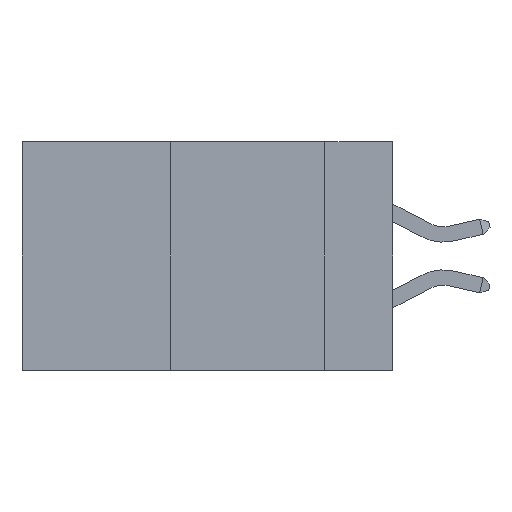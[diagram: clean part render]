
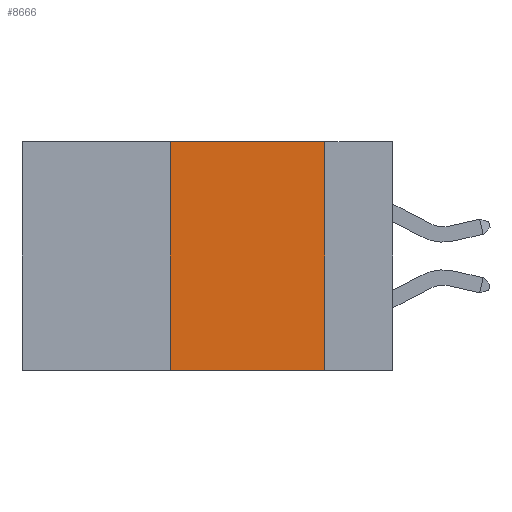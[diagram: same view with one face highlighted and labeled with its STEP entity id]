
A CAD part, left-side view. The second image highlights one B-rep face of the part: STEP entity #8666.
In plain terms, the highlighted planar face has unit normal (-1, 0, 0).
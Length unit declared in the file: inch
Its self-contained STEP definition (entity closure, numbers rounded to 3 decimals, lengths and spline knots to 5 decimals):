
#17 = VERTEX_POINT ( 'NONE', #14372 ) ;
#150 = VERTEX_POINT ( 'NONE', #14878 ) ;
#1217 = LINE ( 'NONE', #12905, #12394 ) ;
#2212 = VERTEX_POINT ( 'NONE', #11309 ) ;
#2981 = EDGE_CURVE ( 'NONE', #10329, #2212, #12464, .T. ) ;
#3597 = CARTESIAN_POINT ( 'NONE',  ( 0., 0.6, -0.37 ) ) ;
#4681 = ORIENTED_EDGE ( 'NONE', *, *, #4867, .F. ) ;
#4860 = PLANE ( 'NONE',  #12920 ) ;
#4867 = EDGE_CURVE ( 'NONE', #150, #2212, #8134, .T. ) ;
#6223 = DIRECTION ( 'NONE',  ( 1., 0., 0. ) ) ;
#6419 = DIRECTION ( 'NONE',  ( 0., 0., 1. ) ) ;
#6589 = DIRECTION ( 'NONE',  ( 0., -1., 0. ) ) ;
#6846 = DIRECTION ( 'NONE',  ( 0., 0., -1. ) ) ;
#7386 = VECTOR ( 'NONE', #6846, 39.37008 ) ;
#7593 = EDGE_CURVE ( 'NONE', #17, #150, #7869, .T. ) ;
#7869 = LINE ( 'NONE', #16728, #9878 ) ;
#8134 = LINE ( 'NONE', #13324, #7386 ) ;
#8666 = ADVANCED_FACE ( 'NONE', ( #12616 ), #4860, .F. ) ;
#8864 = CARTESIAN_POINT ( 'NONE',  ( 0., 0.6, 0. ) ) ;
#9081 = EDGE_CURVE ( 'NONE', #10329, #17, #1217, .T. ) ;
#9878 = VECTOR ( 'NONE', #6589, 39.37008 ) ;
#10329 = VERTEX_POINT ( 'NONE', #13867 ) ;
#11266 = DIRECTION ( 'NONE',  ( 0., -1., 0. ) ) ;
#11309 = CARTESIAN_POINT ( 'NONE',  ( 0., 0.11, -0.37 ) ) ;
#11415 = DIRECTION ( 'NONE',  ( 0., 0., -1. ) ) ;
#11939 = VECTOR ( 'NONE', #11266, 39.37008 ) ;
#12223 = ORIENTED_EDGE ( 'NONE', *, *, #2981, .T. ) ;
#12394 = VECTOR ( 'NONE', #6419, 39.37008 ) ;
#12464 = LINE ( 'NONE', #3597, #11939 ) ;
#12616 = FACE_OUTER_BOUND ( 'NONE', #14307, .T. ) ;
#12667 = ORIENTED_EDGE ( 'NONE', *, *, #7593, .F. ) ;
#12905 = CARTESIAN_POINT ( 'NONE',  ( 0., 0.36, 0. ) ) ;
#12920 = AXIS2_PLACEMENT_3D ( 'NONE', #8864, #6223, #11415 ) ;
#13324 = CARTESIAN_POINT ( 'NONE',  ( 0., 0.11, 0. ) ) ;
#13867 = CARTESIAN_POINT ( 'NONE',  ( 0., 0.36, -0.37 ) ) ;
#14307 = EDGE_LOOP ( 'NONE', ( #4681, #12667, #16444, #12223 ) ) ;
#14372 = CARTESIAN_POINT ( 'NONE',  ( 0., 0.36, 0. ) ) ;
#14878 = CARTESIAN_POINT ( 'NONE',  ( 0., 0.11, 0. ) ) ;
#16444 = ORIENTED_EDGE ( 'NONE', *, *, #9081, .F. ) ;
#16728 = CARTESIAN_POINT ( 'NONE',  ( 0., 0.6, 0. ) ) ;
